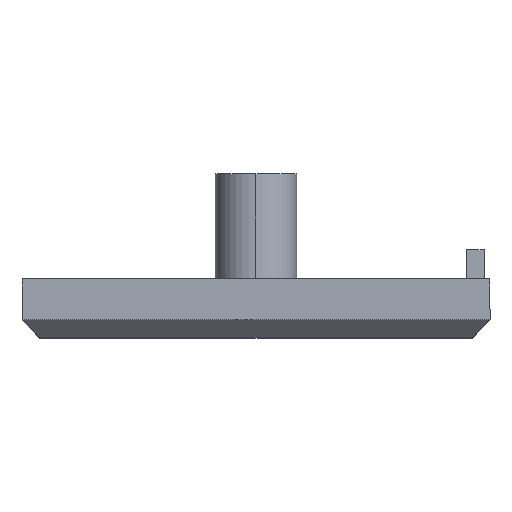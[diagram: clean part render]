
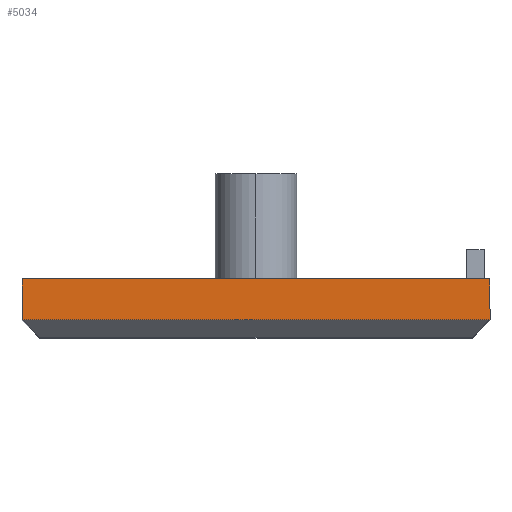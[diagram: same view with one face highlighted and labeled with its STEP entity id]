
A CAD part, top view. The second image highlights one B-rep face of the part: STEP entity #5034.
In plain terms, the highlighted planar face has unit normal (0, 0, 1).
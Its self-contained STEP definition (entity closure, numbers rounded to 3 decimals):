
#3 = CARTESIAN_POINT ( 'NONE',  ( 20., 5., 20. ) ) ;
#6 = VECTOR ( 'NONE', #2630, 1000. ) ;
#78 = ORIENTED_EDGE ( 'NONE', *, *, #5822, .F. ) ;
#151 = CARTESIAN_POINT ( 'NONE',  ( 20., 5., 20. ) ) ;
#416 = EDGE_CURVE ( 'NONE', #1286, #2825, #3599, .T. ) ;
#449 = VECTOR ( 'NONE', #5701, 1000. ) ;
#508 = EDGE_CURVE ( 'NONE', #1286, #4435, #4626, .T. ) ;
#532 = VECTOR ( 'NONE', #4696, 1000. ) ;
#576 = CARTESIAN_POINT ( 'NONE',  ( -20., 5., 20. ) ) ;
#1073 = VECTOR ( 'NONE', #1511, 1000. ) ;
#1077 = DIRECTION ( 'NONE',  ( 0., 0., -1. ) ) ;
#1286 = VERTEX_POINT ( 'NONE', #5737 ) ;
#1511 = DIRECTION ( 'NONE',  ( 0., -1., 0. ) ) ;
#2264 = CARTESIAN_POINT ( 'NONE',  ( 20., 1.5, 20. ) ) ;
#2630 = DIRECTION ( 'NONE',  ( -1., 0., 0. ) ) ;
#2690 = LINE ( 'NONE', #5152, #6 ) ;
#2825 = VERTEX_POINT ( 'NONE', #3263 ) ;
#3042 = CARTESIAN_POINT ( 'NONE',  ( -20., 5., 20. ) ) ;
#3074 = EDGE_LOOP ( 'NONE', ( #78, #3817, #4056, #4902 ) ) ;
#3219 = LINE ( 'NONE', #151, #532 ) ;
#3263 = CARTESIAN_POINT ( 'NONE',  ( -20., 1.5, 20. ) ) ;
#3291 = AXIS2_PLACEMENT_3D ( 'NONE', #576, #1077, #4608 ) ;
#3588 = PLANE ( 'NONE',  #3291 ) ;
#3599 = LINE ( 'NONE', #3042, #1073 ) ;
#3781 = FACE_OUTER_BOUND ( 'NONE', #3074, .T. ) ;
#3817 = ORIENTED_EDGE ( 'NONE', *, *, #5397, .T. ) ;
#4056 = ORIENTED_EDGE ( 'NONE', *, *, #508, .F. ) ;
#4435 = VERTEX_POINT ( 'NONE', #3 ) ;
#4608 = DIRECTION ( 'NONE',  ( -1., 0., 0. ) ) ;
#4626 = LINE ( 'NONE', #5168, #449 ) ;
#4696 = DIRECTION ( 'NONE',  ( 0., 1., 0. ) ) ;
#4902 = ORIENTED_EDGE ( 'NONE', *, *, #416, .T. ) ;
#5034 = ADVANCED_FACE ( 'NONE', ( #3781 ), #3588, .F. ) ;
#5152 = CARTESIAN_POINT ( 'NONE',  ( -20., 1.5, 20. ) ) ;
#5168 = CARTESIAN_POINT ( 'NONE',  ( -20., 5., 20. ) ) ;
#5397 = EDGE_CURVE ( 'NONE', #5439, #4435, #3219, .T. ) ;
#5439 = VERTEX_POINT ( 'NONE', #2264 ) ;
#5701 = DIRECTION ( 'NONE',  ( 1., 0., 0. ) ) ;
#5737 = CARTESIAN_POINT ( 'NONE',  ( -20., 5., 20. ) ) ;
#5822 = EDGE_CURVE ( 'NONE', #5439, #2825, #2690, .T. ) ;
